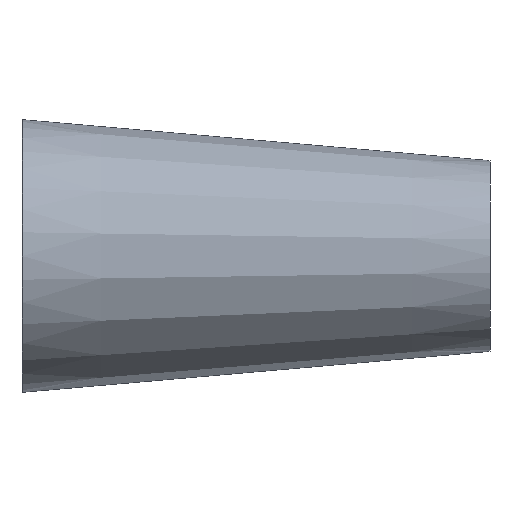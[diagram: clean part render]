
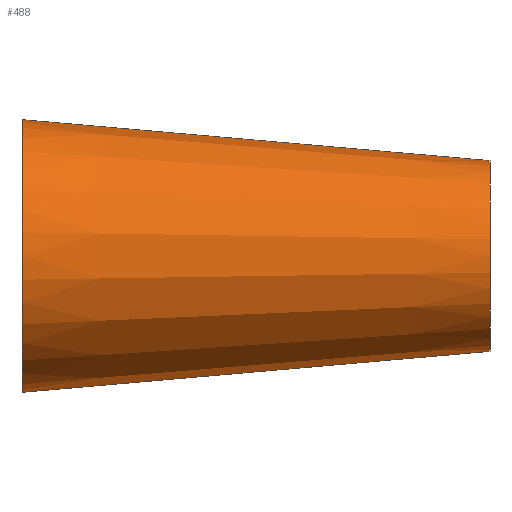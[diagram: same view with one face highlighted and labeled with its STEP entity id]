
A CAD part, left-side view. The second image highlights one B-rep face of the part: STEP entity #488.
In plain terms, the highlighted conical face has half-angle 5 degrees and reference radius 245.014 mm.
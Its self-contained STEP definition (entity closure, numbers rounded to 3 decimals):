
#16 = VERTEX_POINT ( 'NONE', #109 ) ;
#78 = DIRECTION ( 'NONE',  ( 0., -1., 0. ) ) ;
#80 = VERTEX_POINT ( 'NONE', #716 ) ;
#109 = CARTESIAN_POINT ( 'NONE',  ( 0., 1200., 350. ) ) ;
#134 = CARTESIAN_POINT ( 'NONE',  ( 0., 0., 245.014 ) ) ;
#179 = DIRECTION ( 'NONE',  ( 0., 0., -1. ) ) ;
#263 = LINE ( 'NONE', #1109, #309 ) ;
#272 = CARTESIAN_POINT ( 'NONE',  ( 0., 0., 0. ) ) ;
#309 = VECTOR ( 'NONE', #1031, 1000. ) ;
#338 = AXIS2_PLACEMENT_3D ( 'NONE', #726, #565, #918 ) ;
#340 = CARTESIAN_POINT ( 'NONE',  ( 0., 0., 0. ) ) ;
#345 = CIRCLE ( 'NONE', #882, 245.014 ) ;
#367 = ORIENTED_EDGE ( 'NONE', *, *, #983, .F. ) ;
#370 = EDGE_LOOP ( 'NONE', ( #367, #569, #847, #881 ) ) ;
#377 = CARTESIAN_POINT ( 'NONE',  ( 0., 0., 245.014 ) ) ;
#410 = VERTEX_POINT ( 'NONE', #134 ) ;
#412 = CIRCLE ( 'NONE', #338, 350. ) ;
#466 = CONICAL_SURFACE ( 'NONE', #669, 245.014, 0.087 ) ;
#488 = ADVANCED_FACE ( 'NONE', ( #1042 ), #466, .T. ) ;
#565 = DIRECTION ( 'NONE',  ( 0., -1., 0. ) ) ;
#569 = ORIENTED_EDGE ( 'NONE', *, *, #989, .F. ) ;
#619 = DIRECTION ( 'NONE',  ( 0., 1., 0. ) ) ;
#669 = AXIS2_PLACEMENT_3D ( 'NONE', #272, #619, #737 ) ;
#676 = VECTOR ( 'NONE', #889, 1000. ) ;
#716 = CARTESIAN_POINT ( 'NONE',  ( 0., 1200., -350. ) ) ;
#726 = CARTESIAN_POINT ( 'NONE',  ( 0., 1200., 0. ) ) ;
#736 = EDGE_CURVE ( 'NONE', #16, #80, #412, .T. ) ;
#737 = DIRECTION ( 'NONE',  ( 0., 0., 1. ) ) ;
#813 = EDGE_CURVE ( 'NONE', #410, #16, #886, .T. ) ;
#847 = ORIENTED_EDGE ( 'NONE', *, *, #813, .T. ) ;
#872 = VERTEX_POINT ( 'NONE', #913 ) ;
#881 = ORIENTED_EDGE ( 'NONE', *, *, #736, .T. ) ;
#882 = AXIS2_PLACEMENT_3D ( 'NONE', #340, #78, #179 ) ;
#886 = LINE ( 'NONE', #377, #676 ) ;
#889 = DIRECTION ( 'NONE',  ( 0., 0.996, 0.087 ) ) ;
#913 = CARTESIAN_POINT ( 'NONE',  ( 0., 0., -245.014 ) ) ;
#918 = DIRECTION ( 'NONE',  ( 0., 0., -1. ) ) ;
#983 = EDGE_CURVE ( 'NONE', #872, #80, #263, .T. ) ;
#989 = EDGE_CURVE ( 'NONE', #410, #872, #345, .T. ) ;
#1031 = DIRECTION ( 'NONE',  ( 0., 0.996, -0.087 ) ) ;
#1042 = FACE_OUTER_BOUND ( 'NONE', #370, .T. ) ;
#1109 = CARTESIAN_POINT ( 'NONE',  ( 0., 0., -245.014 ) ) ;
